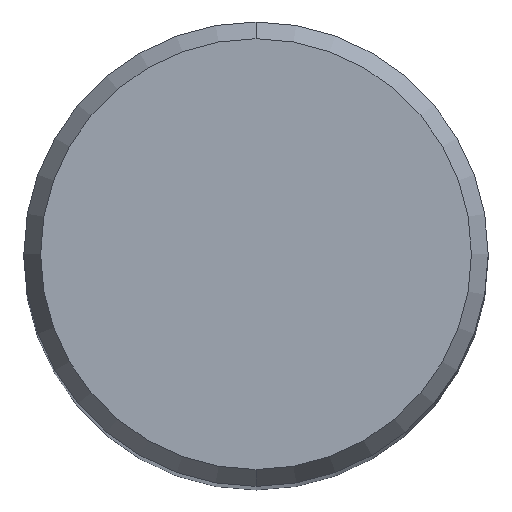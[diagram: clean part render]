
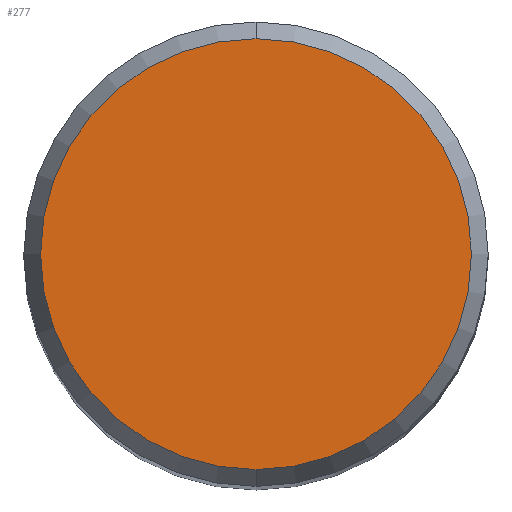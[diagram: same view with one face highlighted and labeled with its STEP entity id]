
A CAD part, top view. The second image highlights one B-rep face of the part: STEP entity #277.
In plain terms, the highlighted planar face has unit normal (0, 0, 1).
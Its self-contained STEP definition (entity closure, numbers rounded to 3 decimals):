
#127=EDGE_CURVE('',#215,#139,#330,.T.);
#139=VERTEX_POINT('',#342);
#215=VERTEX_POINT('',#428);
#277=ADVANCED_FACE('',(#499),#500,.T.);
#295=EDGE_CURVE('',#139,#215,#521,.T.);
#330=CIRCLE('',#552,5.892);
#342=CARTESIAN_POINT('',(0.,-5.892,0.));
#428=CARTESIAN_POINT('',(0.0,5.892,0.));
#499=FACE_OUTER_BOUND('',#773,.T.);
#500=PLANE('',#774);
#521=CIRCLE('',#800,5.892);
#552=AXIS2_PLACEMENT_3D('',#820,#821,#822);
#773=EDGE_LOOP('',(#1041,#1042));
#774=AXIS2_PLACEMENT_3D('',#1043,#1044,#1045);
#800=AXIS2_PLACEMENT_3D('',#1069,#1070,#1071);
#820=CARTESIAN_POINT('',(0.0,0.0,0.));
#821=DIRECTION('',(0.0,0.0,-1.0));
#822=DIRECTION('',(0.0,1.0,0.0));
#1041=ORIENTED_EDGE('',*,*,#127,.F.);
#1042=ORIENTED_EDGE('',*,*,#295,.F.);
#1043=CARTESIAN_POINT('',(0.0,2.946,0.));
#1044=DIRECTION('',(-0.0,0.0,1.0));
#1045=DIRECTION('',(0.0,-1.0,0.0));
#1069=CARTESIAN_POINT('',(0.0,0.0,0.));
#1070=DIRECTION('',(0.0,0.0,-1.0));
#1071=DIRECTION('',(0.0,1.0,0.0));
